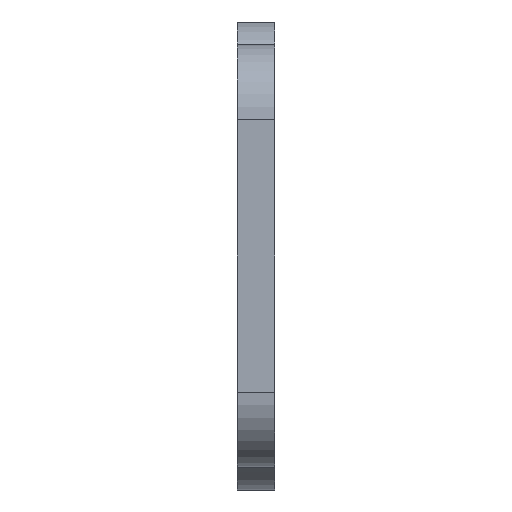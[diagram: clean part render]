
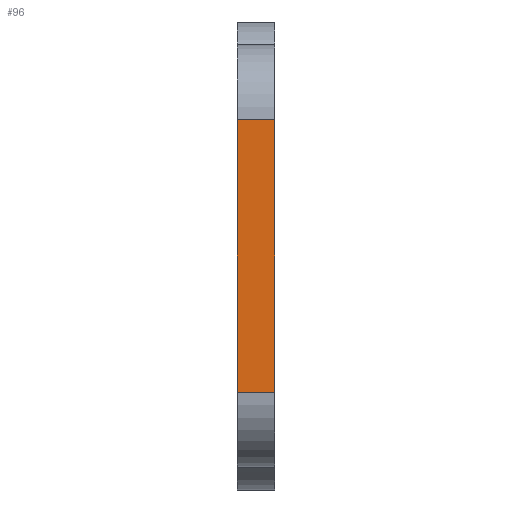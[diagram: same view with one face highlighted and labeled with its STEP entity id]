
A CAD part, left-side view. The second image highlights one B-rep face of the part: STEP entity #96.
In plain terms, the highlighted planar face has unit normal (-1, 0, 0).
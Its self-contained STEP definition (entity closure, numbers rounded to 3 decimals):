
#85 = EDGE_CURVE ( 'NONE', #1051, #523, #1078, .T. ) ;
#96 = ADVANCED_FACE ( 'NONE', ( #284 ), #1212, .F. ) ;
#176 = CARTESIAN_POINT ( 'NONE',  ( 0., 0., 0. ) ) ;
#188 = EDGE_CURVE ( 'NONE', #1011, #1051, #506, .T. ) ;
#284 = FACE_OUTER_BOUND ( 'NONE', #367, .T. ) ;
#367 = EDGE_LOOP ( 'NONE', ( #368, #1853, #1014, #1296 ) ) ;
#368 = ORIENTED_EDGE ( 'NONE', *, *, #2068, .F. ) ;
#446 = DIRECTION ( 'NONE',  ( 0., 1., 0. ) ) ;
#480 = CARTESIAN_POINT ( 'NONE',  ( 0., 2., 0. ) ) ;
#481 = DIRECTION ( 'NONE',  ( 0., 0., -1. ) ) ;
#490 = CARTESIAN_POINT ( 'NONE',  ( 0., 0., -7.287 ) ) ;
#506 = LINE ( 'NONE', #176, #1359 ) ;
#523 = VERTEX_POINT ( 'NONE', #948 ) ;
#582 = VECTOR ( 'NONE', #446, 1000. ) ;
#629 = CARTESIAN_POINT ( 'NONE',  ( 0., 2., -7.287 ) ) ;
#920 = CARTESIAN_POINT ( 'NONE',  ( 0., 2., 0. ) ) ;
#948 = CARTESIAN_POINT ( 'NONE',  ( 0., 2., 7.287 ) ) ;
#997 = CARTESIAN_POINT ( 'NONE',  ( 0., 0., 7.287 ) ) ;
#1011 = VERTEX_POINT ( 'NONE', #490 ) ;
#1014 = ORIENTED_EDGE ( 'NONE', *, *, #188, .T. ) ;
#1051 = VERTEX_POINT ( 'NONE', #997 ) ;
#1052 = VECTOR ( 'NONE', #1910, 1000. ) ;
#1078 = LINE ( 'NONE', #1725, #582 ) ;
#1188 = AXIS2_PLACEMENT_3D ( 'NONE', #920, #1567, #481 ) ;
#1212 = PLANE ( 'NONE',  #1188 ) ;
#1263 = LINE ( 'NONE', #480, #1052 ) ;
#1296 = ORIENTED_EDGE ( 'NONE', *, *, #85, .T. ) ;
#1304 = CARTESIAN_POINT ( 'NONE',  ( 0., 2., -7.287 ) ) ;
#1359 = VECTOR ( 'NONE', #1597, 1000. ) ;
#1426 = EDGE_CURVE ( 'NONE', #2050, #1011, #1939, .T. ) ;
#1567 = DIRECTION ( 'NONE',  ( 1., 0., 0. ) ) ;
#1597 = DIRECTION ( 'NONE',  ( 0., 0., 1. ) ) ;
#1725 = CARTESIAN_POINT ( 'NONE',  ( 0., 2., 7.287 ) ) ;
#1736 = VECTOR ( 'NONE', #1796, 1000. ) ;
#1796 = DIRECTION ( 'NONE',  ( 0., -1., 0. ) ) ;
#1853 = ORIENTED_EDGE ( 'NONE', *, *, #1426, .T. ) ;
#1910 = DIRECTION ( 'NONE',  ( 0., 0., 1. ) ) ;
#1939 = LINE ( 'NONE', #1304, #1736 ) ;
#2050 = VERTEX_POINT ( 'NONE', #629 ) ;
#2068 = EDGE_CURVE ( 'NONE', #2050, #523, #1263, .T. ) ;
